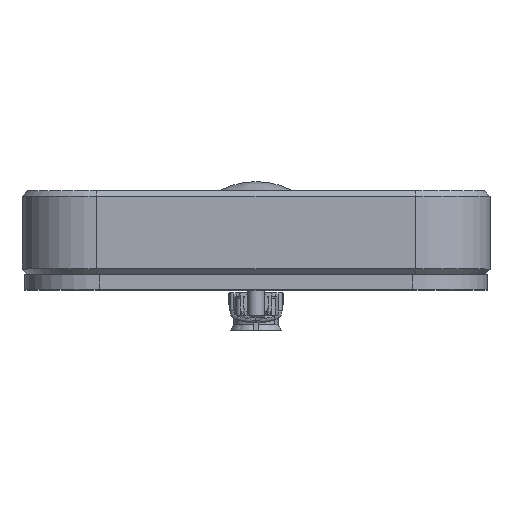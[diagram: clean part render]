
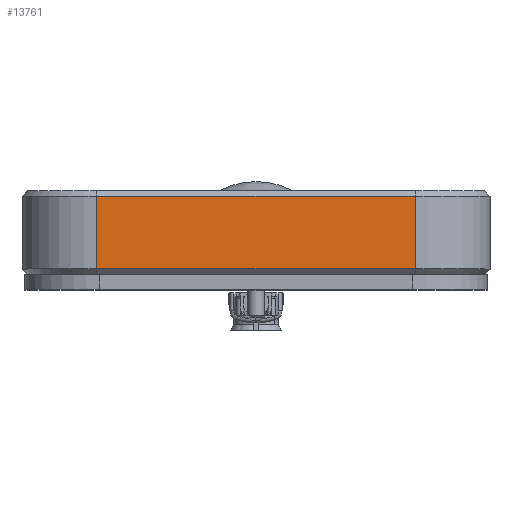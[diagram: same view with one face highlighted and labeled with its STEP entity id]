
A CAD part, top view. The second image highlights one B-rep face of the part: STEP entity #13761.
In plain terms, the highlighted planar face has unit normal (0, 0, 1).
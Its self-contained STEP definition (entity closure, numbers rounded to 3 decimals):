
#1128 = CARTESIAN_POINT ( 'NONE',  ( 8.55, -4.2, 12.55 ) ) ;
#1525 = DIRECTION ( 'NONE',  ( 1., 0., 0. ) ) ;
#3924 = CARTESIAN_POINT ( 'NONE',  ( -8.55, -4.2, 12.55 ) ) ;
#6331 = DIRECTION ( 'NONE',  ( 0., 1., 0. ) ) ;
#8835 = LINE ( 'NONE', #27500, #50354 ) ;
#9072 = CARTESIAN_POINT ( 'NONE',  ( 8.55, -4.2, 12.55 ) ) ;
#9598 = VECTOR ( 'NONE', #1525, 1000. ) ;
#13761 = ADVANCED_FACE ( 'NONE', ( #34514 ), #20326, .T. ) ;
#14887 = EDGE_CURVE ( 'NONE', #28927, #34436, #38461, .T. ) ;
#15182 = ORIENTED_EDGE ( 'NONE', *, *, #46018, .T. ) ;
#15355 = VECTOR ( 'NONE', #43427, 1000. ) ;
#15963 = LINE ( 'NONE', #51925, #15355 ) ;
#16968 = DIRECTION ( 'NONE',  ( -1., 0., 0. ) ) ;
#19147 = LINE ( 'NONE', #41005, #36058 ) ;
#20326 = PLANE ( 'NONE',  #49035 ) ;
#24414 = CARTESIAN_POINT ( 'NONE',  ( 12.55, -4.5, 12.55 ) ) ;
#26715 = CARTESIAN_POINT ( 'NONE',  ( 8.55, -0.3, 12.55 ) ) ;
#27500 = CARTESIAN_POINT ( 'NONE',  ( 8.55, -4.5, 12.55 ) ) ;
#28927 = VERTEX_POINT ( 'NONE', #3924 ) ;
#29970 = ORIENTED_EDGE ( 'NONE', *, *, #14887, .T. ) ;
#32777 = DIRECTION ( 'NONE',  ( 0., 0., 1. ) ) ;
#32949 = DIRECTION ( 'NONE',  ( 1., 0., 0. ) ) ;
#34157 = EDGE_CURVE ( 'NONE', #40021, #28927, #15963, .T. ) ;
#34436 = VERTEX_POINT ( 'NONE', #1128 ) ;
#34514 = FACE_OUTER_BOUND ( 'NONE', #48384, .T. ) ;
#35896 = ORIENTED_EDGE ( 'NONE', *, *, #43514, .T. ) ;
#36058 = VECTOR ( 'NONE', #16968, 1000. ) ;
#38461 = LINE ( 'NONE', #9072, #9598 ) ;
#40021 = VERTEX_POINT ( 'NONE', #49051 ) ;
#41005 = CARTESIAN_POINT ( 'NONE',  ( 12.55, -0.3, 12.55 ) ) ;
#41265 = ORIENTED_EDGE ( 'NONE', *, *, #34157, .T. ) ;
#43427 = DIRECTION ( 'NONE',  ( 0., -1., 0. ) ) ;
#43514 = EDGE_CURVE ( 'NONE', #34436, #49278, #8835, .T. ) ;
#46018 = EDGE_CURVE ( 'NONE', #49278, #40021, #19147, .T. ) ;
#48384 = EDGE_LOOP ( 'NONE', ( #41265, #29970, #35896, #15182 ) ) ;
#49035 = AXIS2_PLACEMENT_3D ( 'NONE', #24414, #32777, #32949 ) ;
#49051 = CARTESIAN_POINT ( 'NONE',  ( -8.55, -0.3, 12.55 ) ) ;
#49278 = VERTEX_POINT ( 'NONE', #26715 ) ;
#50354 = VECTOR ( 'NONE', #6331, 1000. ) ;
#51925 = CARTESIAN_POINT ( 'NONE',  ( -8.55, -4.5, 12.55 ) ) ;
